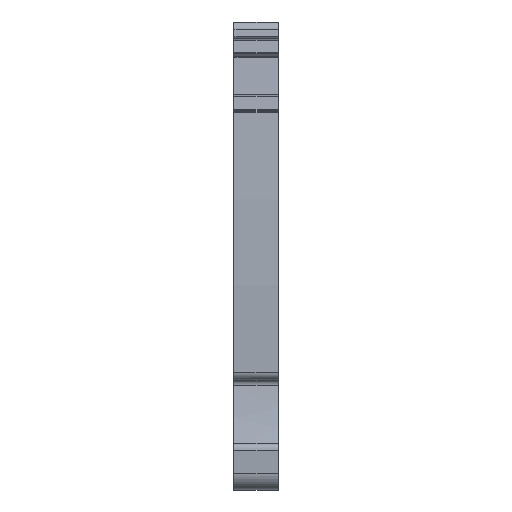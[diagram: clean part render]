
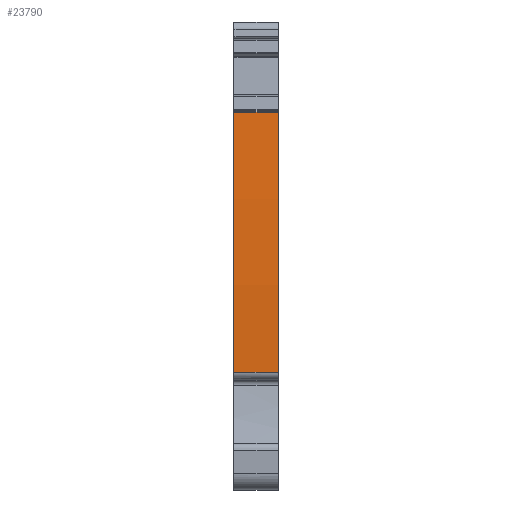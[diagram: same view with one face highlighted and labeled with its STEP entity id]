
A CAD part, front view. The second image highlights one B-rep face of the part: STEP entity #23790.
In plain terms, the highlighted cylindrical face has radius 240 mm (diameter 480 mm), a partial arc.
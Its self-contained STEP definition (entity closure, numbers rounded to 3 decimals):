
#8183=AXIS2_PLACEMENT_3D('Circle Axis2P3D',#8181,#8182,$) ;
#23777=AXIS2_PLACEMENT_3D('Cylinder Axis2P3D',#23774,#23775,#23776) ;
#23781=AXIS2_PLACEMENT_3D('Circle Axis2P3D',#23779,#23780,$) ;
#6218=CARTESIAN_POINT('Line Origine',(0.025,1.731,42.906)) ;
#6222=CARTESIAN_POINT('Vertex',(0.,1.731,42.906)) ;
#6224=CARTESIAN_POINT('Vertex',(5.1,1.731,42.906)) ;
#8178=CARTESIAN_POINT('Vertex',(0.,1.528,13.395)) ;
#8181=CARTESIAN_POINT('Axis2P3D Location',(0.,241.17,26.5)) ;
#23758=CARTESIAN_POINT('Vertex',(5.1,1.528,13.395)) ;
#23761=CARTESIAN_POINT('Line Origine',(0.025,1.528,13.395)) ;
#23774=CARTESIAN_POINT('Axis2P3D Location',(2.55,241.17,26.5)) ;
#23779=CARTESIAN_POINT('Axis2P3D Location',(5.1,241.17,26.5)) ;
#6219=DIRECTION('Vector Direction',(-1.,0.,0.)) ;
#8182=DIRECTION('Axis2P3D Direction',(1.,0.,0.)) ;
#23762=DIRECTION('Vector Direction',(-1.,0.,0.)) ;
#23775=DIRECTION('Axis2P3D Direction',(1.,0.,0.)) ;
#23776=DIRECTION('Axis2P3D XDirection',(0.,-0.994,0.107)) ;
#23780=DIRECTION('Axis2P3D Direction',(1.,0.,0.)) ;
#6220=VECTOR('Line Direction',#6219,1.) ;
#23763=VECTOR('Line Direction',#23762,1.) ;
#23785=ORIENTED_EDGE('',*,*,#23765,.T.) ;
#23786=ORIENTED_EDGE('',*,*,#23783,.F.) ;
#23787=ORIENTED_EDGE('',*,*,#6226,.F.) ;
#23788=ORIENTED_EDGE('',*,*,#8185,.F.) ;
#23790=ADVANCED_FACE('60463_MLD_AAP12_2-5_LI.1\\MLD_AAP12_2-5_LI',(#23789),#23778,.T.) ;
#8184=CIRCLE('generated circle',#8183,240.) ;
#23782=CIRCLE('generated circle',#23781,240.) ;
#23778=CYLINDRICAL_SURFACE('generated cylinder',#23777,240.) ;
#6226=EDGE_CURVE('',#6223,#6225,#6221,.F.) ;
#8185=EDGE_CURVE('',#8179,#6223,#8184,.F.) ;
#23765=EDGE_CURVE('',#8179,#23759,#23764,.F.) ;
#23783=EDGE_CURVE('',#6225,#23759,#23782,.T.) ;
#23784=EDGE_LOOP('',(#23785,#23786,#23787,#23788)) ;
#23789=FACE_OUTER_BOUND('',#23784,.T.) ;
#6221=LINE('Line',#6218,#6220) ;
#23764=LINE('Line',#23761,#23763) ;
#6223=VERTEX_POINT('',#6222) ;
#6225=VERTEX_POINT('',#6224) ;
#8179=VERTEX_POINT('',#8178) ;
#23759=VERTEX_POINT('',#23758) ;
